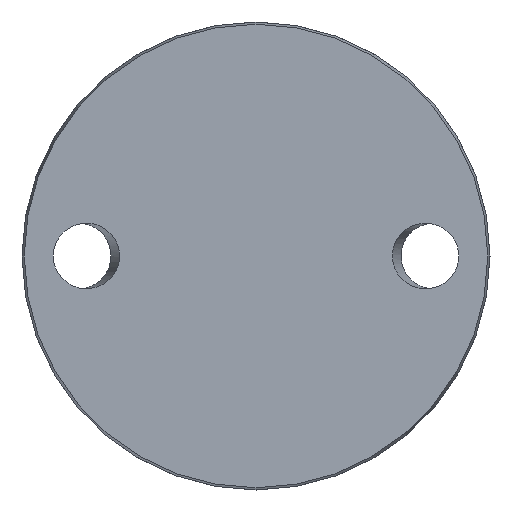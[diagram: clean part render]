
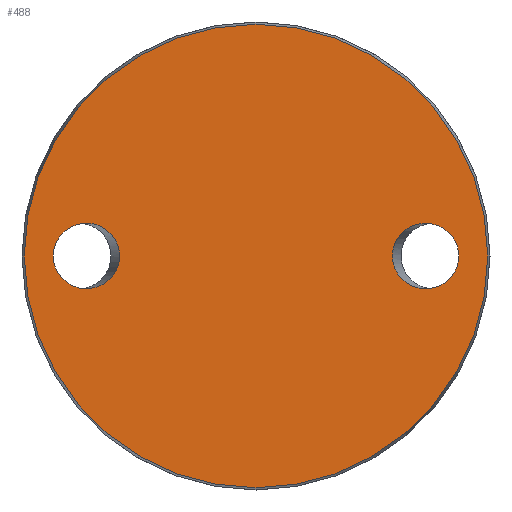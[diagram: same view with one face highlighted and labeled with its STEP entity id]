
A CAD part, front view. The second image highlights one B-rep face of the part: STEP entity #488.
In plain terms, the highlighted planar face has unit normal (0, -1, 0).
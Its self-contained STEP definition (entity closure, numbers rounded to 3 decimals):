
#14 = EDGE_CURVE ( 'NONE', #580, #580, #404, .T. ) ;
#21 = AXIS2_PLACEMENT_3D ( 'NONE', #192, #264, #251 ) ;
#27 = CARTESIAN_POINT ( 'NONE',  ( -34.385, 0., 0. ) ) ;
#28 = EDGE_CURVE ( 'NONE', #415, #415, #649, .T. ) ;
#30 = CARTESIAN_POINT ( 'NONE',  ( -51.115, 0., 0. ) ) ;
#39 = CARTESIAN_POINT ( 'NONE',  ( -51.115, 0., 0. ) ) ;
#42 = EDGE_CURVE ( 'NONE', #288, #288, #300, .T. ) ;
#77 = CARTESIAN_POINT ( 'NONE',  ( 51.115, 0., 0. ) ) ;
#90 = CARTESIAN_POINT ( 'NONE',  ( -51.115, 0., -16.5 ) ) ;
#122 = ORIENTED_EDGE ( 'NONE', *, *, #42, .T. ) ;
#132 = CARTESIAN_POINT ( 'NONE',  ( 34.385, 0., -16.5 ) ) ;
#147 = DIRECTION ( 'NONE',  ( 0., -1., 0. ) ) ;
#151 = CARTESIAN_POINT ( 'NONE',  ( 0., 0., 0. ) ) ;
#192 = CARTESIAN_POINT ( 'NONE',  ( -58.425, 0., 0. ) ) ;
#194 = CARTESIAN_POINT ( 'NONE',  ( 34.385, 0., 16.5 ) ) ;
#202 = CARTESIAN_POINT ( 'NONE',  ( -34.385, 0., 16.5 ) ) ;
#239 = EDGE_LOOP ( 'NONE', ( #786 ) ) ;
#251 = DIRECTION ( 'NONE',  ( 0., 0., 1. ) ) ;
#254 = CARTESIAN_POINT ( 'NONE',  ( -51.115, 0., 0. ) ) ;
#264 = DIRECTION ( 'NONE',  ( 0., 1., 0. ) ) ;
#266 = CARTESIAN_POINT ( 'NONE',  ( 34.385, 0., 0. ) ) ;
#288 = VERTEX_POINT ( 'NONE', #583 ) ;
#300 = CIRCLE ( 'NONE', #756, 58.425 ) ;
#327 = FACE_BOUND ( 'NONE', #239, .T. ) ;
#381 = CARTESIAN_POINT ( 'NONE',  ( -34.385, 0., -16.5 ) ) ;
#400 = CARTESIAN_POINT ( 'NONE',  ( 51.115, 0., 0. ) ) ;
#404 =( BOUNDED_CURVE ( )  B_SPLINE_CURVE ( 3, ( #30, #759, #202, #27, #381, #90, #254 ),
 .UNSPECIFIED., .T., .F. ) 
 B_SPLINE_CURVE_WITH_KNOTS ( ( 4, 3, 4 ),
 ( 0., 3.142, 6.283 ),
 .UNSPECIFIED. ) 
 CURVE ( )  GEOMETRIC_REPRESENTATION_ITEM ( )  RATIONAL_B_SPLINE_CURVE ( ( 1., 0.333, 0.333, 1., 0.333, 0.333, 1. ) ) 
 REPRESENTATION_ITEM ( '' )  );
#415 = VERTEX_POINT ( 'NONE', #780 ) ;
#428 = ORIENTED_EDGE ( 'NONE', *, *, #28, .T. ) ;
#488 = ADVANCED_FACE ( 'NONE', ( #327, #687, #497 ), #571, .F. ) ;
#497 = FACE_OUTER_BOUND ( 'NONE', #670, .T. ) ;
#561 = CARTESIAN_POINT ( 'NONE',  ( 51.115, 0., 16.5 ) ) ;
#571 = PLANE ( 'NONE',  #21 ) ;
#580 = VERTEX_POINT ( 'NONE', #39 ) ;
#583 = CARTESIAN_POINT ( 'NONE',  ( 0., 0., -58.425 ) ) ;
#609 = EDGE_LOOP ( 'NONE', ( #428 ) ) ;
#622 = CARTESIAN_POINT ( 'NONE',  ( 51.115, 0., -16.5 ) ) ;
#649 =( BOUNDED_CURVE ( )  B_SPLINE_CURVE ( 3, ( #400, #622, #132, #266, #194, #561, #77 ),
 .UNSPECIFIED., .T., .F. ) 
 B_SPLINE_CURVE_WITH_KNOTS ( ( 4, 3, 4 ),
 ( 0., 3.142, 6.283 ),
 .UNSPECIFIED. ) 
 CURVE ( )  GEOMETRIC_REPRESENTATION_ITEM ( )  RATIONAL_B_SPLINE_CURVE ( ( 1., 0.333, 0.333, 1., 0.333, 0.333, 1. ) ) 
 REPRESENTATION_ITEM ( '' )  );
#670 = EDGE_LOOP ( 'NONE', ( #122 ) ) ;
#687 = FACE_BOUND ( 'NONE', #609, .T. ) ;
#754 = DIRECTION ( 'NONE',  ( 0., 0., -1. ) ) ;
#756 = AXIS2_PLACEMENT_3D ( 'NONE', #151, #147, #754 ) ;
#759 = CARTESIAN_POINT ( 'NONE',  ( -51.115, 0., 16.5 ) ) ;
#780 = CARTESIAN_POINT ( 'NONE',  ( 51.115, 0., 0. ) ) ;
#786 = ORIENTED_EDGE ( 'NONE', *, *, #14, .T. ) ;
